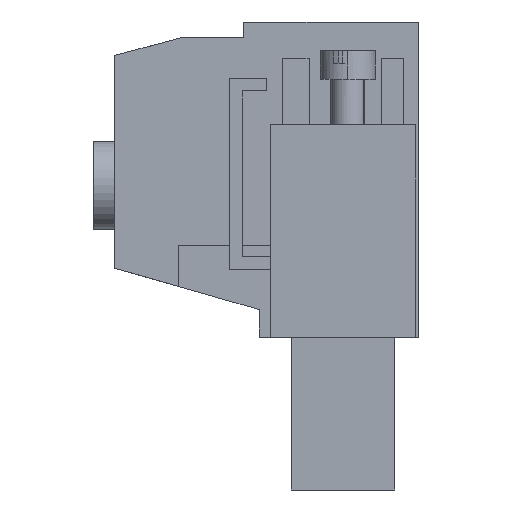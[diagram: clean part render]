
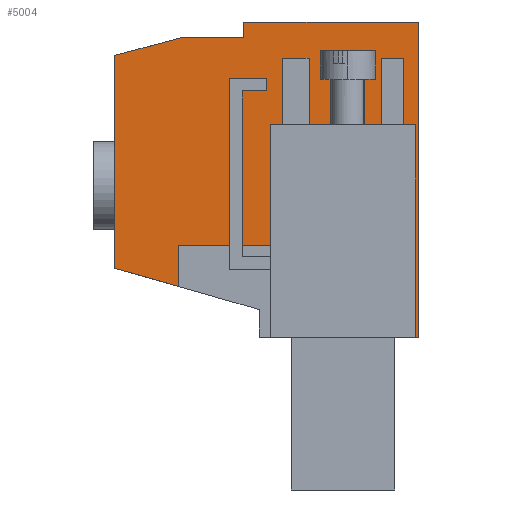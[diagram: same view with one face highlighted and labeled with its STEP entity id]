
A CAD part, left-side view. The second image highlights one B-rep face of the part: STEP entity #5004.
In plain terms, the highlighted planar face has unit normal (-1, 0, 0).
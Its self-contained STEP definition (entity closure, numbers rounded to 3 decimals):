
#4889=AXIS2_PLACEMENT_3D('Plane Axis2P3D',#4886,#4887,#4888) ;
#2131=CARTESIAN_POINT('Vertex',(10.16,0.,14.4)) ;
#2134=CARTESIAN_POINT('Line Origine',(10.16,0.15,14.4)) ;
#2138=CARTESIAN_POINT('Vertex',(10.16,0.3,14.4)) ;
#2187=CARTESIAN_POINT('Vertex',(10.16,2.8,14.4)) ;
#2190=CARTESIAN_POINT('Line Origine',(10.16,7.1,14.4)) ;
#2194=CARTESIAN_POINT('Vertex',(10.16,11.4,14.4)) ;
#4453=CARTESIAN_POINT('Vertex',(10.16,0.,44.1)) ;
#4456=CARTESIAN_POINT('Line Origine',(10.16,0.,29.25)) ;
#4886=CARTESIAN_POINT('Axis2P3D Location',(10.16,0.,0.)) ;
#4891=CARTESIAN_POINT('Line Origine',(10.16,2.8,24.4)) ;
#4895=CARTESIAN_POINT('Vertex',(10.16,2.8,34.4)) ;
#4898=CARTESIAN_POINT('Line Origine',(10.16,1.55,34.4)) ;
#4902=CARTESIAN_POINT('Vertex',(10.16,0.3,34.4)) ;
#4905=CARTESIAN_POINT('Line Origine',(10.16,0.3,24.4)) ;
#4910=CARTESIAN_POINT('Line Origine',(10.16,8.225,44.1)) ;
#4914=CARTESIAN_POINT('Vertex',(10.16,16.45,44.1)) ;
#4917=CARTESIAN_POINT('Line Origine',(10.16,16.45,43.35)) ;
#4921=CARTESIAN_POINT('Vertex',(10.16,16.45,42.6)) ;
#4924=CARTESIAN_POINT('Line Origine',(10.16,19.446,42.6)) ;
#4928=CARTESIAN_POINT('Vertex',(10.16,22.442,42.6)) ;
#4931=CARTESIAN_POINT('Line Origine',(10.16,25.521,41.775)) ;
#4935=CARTESIAN_POINT('Vertex',(10.16,28.6,40.95)) ;
#4938=CARTESIAN_POINT('Line Origine',(10.16,28.6,30.925)) ;
#4942=CARTESIAN_POINT('Vertex',(10.16,28.6,20.9)) ;
#4945=CARTESIAN_POINT('Line Origine',(10.16,25.6,20.04)) ;
#4949=CARTESIAN_POINT('Vertex',(10.16,22.6,19.18)) ;
#4952=CARTESIAN_POINT('Line Origine',(10.16,22.6,21.115)) ;
#4956=CARTESIAN_POINT('Vertex',(10.16,22.6,23.05)) ;
#4959=CARTESIAN_POINT('Line Origine',(10.16,18.25,23.05)) ;
#4963=CARTESIAN_POINT('Vertex',(10.16,13.9,23.05)) ;
#4966=CARTESIAN_POINT('Line Origine',(10.16,13.9,28.725)) ;
#4970=CARTESIAN_POINT('Vertex',(10.16,13.9,34.4)) ;
#4973=CARTESIAN_POINT('Line Origine',(10.16,12.65,34.4)) ;
#4977=CARTESIAN_POINT('Vertex',(10.16,11.4,34.4)) ;
#4980=CARTESIAN_POINT('Line Origine',(10.16,11.4,24.4)) ;
#2135=DIRECTION('Vector Direction',(0.,1.,0.)) ;
#2191=DIRECTION('Vector Direction',(0.,1.,0.)) ;
#4457=DIRECTION('Vector Direction',(0.,0.,-1.)) ;
#4887=DIRECTION('Axis2P3D Direction',(-1.,0.,0.)) ;
#4888=DIRECTION('Axis2P3D XDirection',(0.,0.,1.)) ;
#4892=DIRECTION('Vector Direction',(0.,0.,1.)) ;
#4899=DIRECTION('Vector Direction',(0.,-1.,0.)) ;
#4906=DIRECTION('Vector Direction',(0.,0.,-1.)) ;
#4911=DIRECTION('Vector Direction',(0.,-1.,0.)) ;
#4918=DIRECTION('Vector Direction',(0.,0.,1.)) ;
#4925=DIRECTION('Vector Direction',(0.,-1.,0.)) ;
#4932=DIRECTION('Vector Direction',(0.,-0.966,0.259)) ;
#4939=DIRECTION('Vector Direction',(0.,0.,1.)) ;
#4946=DIRECTION('Vector Direction',(0.,0.961,0.276)) ;
#4953=DIRECTION('Vector Direction',(0.,0.,1.)) ;
#4960=DIRECTION('Vector Direction',(0.,-1.,0.)) ;
#4967=DIRECTION('Vector Direction',(0.,0.,1.)) ;
#4974=DIRECTION('Vector Direction',(0.,-1.,0.)) ;
#4981=DIRECTION('Vector Direction',(0.,0.,1.)) ;
#2136=VECTOR('Line Direction',#2135,1.) ;
#2192=VECTOR('Line Direction',#2191,1.) ;
#4458=VECTOR('Line Direction',#4457,1.) ;
#4893=VECTOR('Line Direction',#4892,1.) ;
#4900=VECTOR('Line Direction',#4899,1.) ;
#4907=VECTOR('Line Direction',#4906,1.) ;
#4912=VECTOR('Line Direction',#4911,1.) ;
#4919=VECTOR('Line Direction',#4918,1.) ;
#4926=VECTOR('Line Direction',#4925,1.) ;
#4933=VECTOR('Line Direction',#4932,1.) ;
#4940=VECTOR('Line Direction',#4939,1.) ;
#4947=VECTOR('Line Direction',#4946,1.) ;
#4954=VECTOR('Line Direction',#4953,1.) ;
#4961=VECTOR('Line Direction',#4960,1.) ;
#4968=VECTOR('Line Direction',#4967,1.) ;
#4975=VECTOR('Line Direction',#4974,1.) ;
#4982=VECTOR('Line Direction',#4981,1.) ;
#4986=ORIENTED_EDGE('',*,*,#4897,.T.) ;
#4987=ORIENTED_EDGE('',*,*,#4904,.F.) ;
#4988=ORIENTED_EDGE('',*,*,#4909,.F.) ;
#4989=ORIENTED_EDGE('',*,*,#2140,.T.) ;
#4990=ORIENTED_EDGE('',*,*,#4460,.T.) ;
#4991=ORIENTED_EDGE('',*,*,#4916,.T.) ;
#4992=ORIENTED_EDGE('',*,*,#4923,.T.) ;
#4993=ORIENTED_EDGE('',*,*,#4930,.T.) ;
#4994=ORIENTED_EDGE('',*,*,#4937,.T.) ;
#4995=ORIENTED_EDGE('',*,*,#4944,.T.) ;
#4996=ORIENTED_EDGE('',*,*,#4951,.T.) ;
#4997=ORIENTED_EDGE('',*,*,#4958,.T.) ;
#4998=ORIENTED_EDGE('',*,*,#4965,.T.) ;
#4999=ORIENTED_EDGE('',*,*,#4972,.F.) ;
#5000=ORIENTED_EDGE('',*,*,#4979,.F.) ;
#5001=ORIENTED_EDGE('',*,*,#4984,.F.) ;
#5002=ORIENTED_EDGE('',*,*,#2196,.T.) ;
#5004=ADVANCED_FACE('HOUSING.2',(#5003),#4890,.T.) ;
#2140=EDGE_CURVE('',#2139,#2132,#2137,.F.) ;
#2196=EDGE_CURVE('',#2195,#2188,#2193,.F.) ;
#4460=EDGE_CURVE('',#2132,#4454,#4459,.F.) ;
#4897=EDGE_CURVE('',#2188,#4896,#4894,.T.) ;
#4904=EDGE_CURVE('',#4903,#4896,#4901,.F.) ;
#4909=EDGE_CURVE('',#2139,#4903,#4908,.F.) ;
#4916=EDGE_CURVE('',#4454,#4915,#4913,.F.) ;
#4923=EDGE_CURVE('',#4915,#4922,#4920,.F.) ;
#4930=EDGE_CURVE('',#4922,#4929,#4927,.F.) ;
#4937=EDGE_CURVE('',#4929,#4936,#4934,.F.) ;
#4944=EDGE_CURVE('',#4936,#4943,#4941,.F.) ;
#4951=EDGE_CURVE('',#4943,#4950,#4948,.F.) ;
#4958=EDGE_CURVE('',#4950,#4957,#4955,.T.) ;
#4965=EDGE_CURVE('',#4957,#4964,#4962,.T.) ;
#4972=EDGE_CURVE('',#4971,#4964,#4969,.F.) ;
#4979=EDGE_CURVE('',#4978,#4971,#4976,.F.) ;
#4984=EDGE_CURVE('',#2195,#4978,#4983,.T.) ;
#4985=EDGE_LOOP('',(#4986,#4987,#4988,#4989,#4990,#4991,#4992,#4993,#4994,#4995,#4996,#4997,#4998,#4999,#5000,#5001,#5002)) ;
#5003=FACE_OUTER_BOUND('',#4985,.T.) ;
#2137=LINE('Line',#2134,#2136) ;
#2193=LINE('Line',#2190,#2192) ;
#4459=LINE('Line',#4456,#4458) ;
#4894=LINE('Line',#4891,#4893) ;
#4901=LINE('Line',#4898,#4900) ;
#4908=LINE('Line',#4905,#4907) ;
#4913=LINE('Line',#4910,#4912) ;
#4920=LINE('Line',#4917,#4919) ;
#4927=LINE('Line',#4924,#4926) ;
#4934=LINE('Line',#4931,#4933) ;
#4941=LINE('Line',#4938,#4940) ;
#4948=LINE('Line',#4945,#4947) ;
#4955=LINE('Line',#4952,#4954) ;
#4962=LINE('Line',#4959,#4961) ;
#4969=LINE('Line',#4966,#4968) ;
#4976=LINE('Line',#4973,#4975) ;
#4983=LINE('Line',#4980,#4982) ;
#4890=PLANE('',#4889) ;
#2132=VERTEX_POINT('',#2131) ;
#2139=VERTEX_POINT('',#2138) ;
#2188=VERTEX_POINT('',#2187) ;
#2195=VERTEX_POINT('',#2194) ;
#4454=VERTEX_POINT('',#4453) ;
#4896=VERTEX_POINT('',#4895) ;
#4903=VERTEX_POINT('',#4902) ;
#4915=VERTEX_POINT('',#4914) ;
#4922=VERTEX_POINT('',#4921) ;
#4929=VERTEX_POINT('',#4928) ;
#4936=VERTEX_POINT('',#4935) ;
#4943=VERTEX_POINT('',#4942) ;
#4950=VERTEX_POINT('',#4949) ;
#4957=VERTEX_POINT('',#4956) ;
#4964=VERTEX_POINT('',#4963) ;
#4971=VERTEX_POINT('',#4970) ;
#4978=VERTEX_POINT('',#4977) ;
